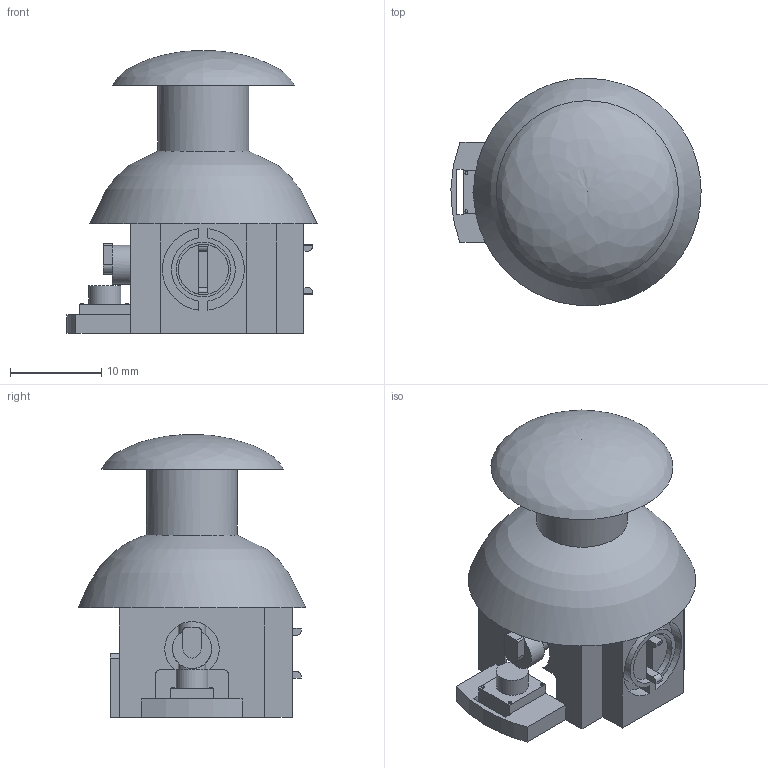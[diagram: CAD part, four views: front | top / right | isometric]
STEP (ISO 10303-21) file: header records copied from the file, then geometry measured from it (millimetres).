
FILE_DESCRIPTION(/* description */ ('STEP AP242','CAx-IF Rec.Pracs.---Representation and Presentation of Product Manufacturing Information (PMI)---4.0---2014-10-13','CAx-IF Rec.Pracs.---3D Tessellated Geometry---0.4---2014-09-14','2;1'),/* implementation_level */ '2;1');
FILE_NAME(/* name */ '6382bde7bed0f81eae6a1a74',/* time_stamp */ '2022-11-27T01:31:19+00:00',/* author */ (''),/* organization */ (''),/* preprocessor_version */ 'ST-DEVELOPER v18.102',/* originating_system */ ' ',/* authorisation */ ' ');
FILE_SCHEMA (('AP242_MANAGED_MODEL_BASED_3D_ENGINEERING_MIM_LF { 1 0 10303 442 1 1 4 }'));
Length unit declared in the file: metre
Products named in the file (3): Joystick (2); SOLID
Assembly tree (2 placements, depth 2):
  Joystick (2)
    SOLID
    SOLID
Bounding box: 27.5 x 25 x 31.02 mm (x, y, z)
Volume: 1566.1 mm3; surface area: 5674.2 mm2
Topology: 2 solids, 2 shells, 143 faces, 354 edges, 231 vertices
Faces by surface type: plane 105, cylinder 33, bspline 5
Full cylindrical faces by diameter (mm): 0.3 x4, 2.8 x1, 3 x1, 3.5 x1, 4.3 x1, 5.5 x2, 6 x2, 8.812 x1, 9.6 x1, 10 x1
Entity records: 5677 total; most frequent: CARTESIAN_POINT 1554, DIRECTION 680, ORIENTED_EDGE 666, EDGE_CURVE 333, LINE 250, VECTOR 250, VERTEX_POINT 230, AXIS2_PLACEMENT_3D 215
